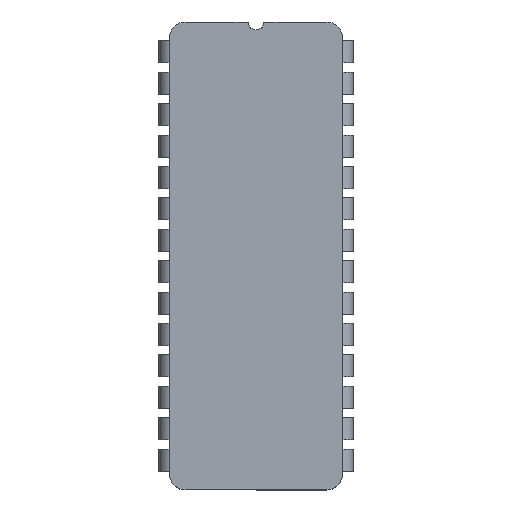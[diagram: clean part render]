
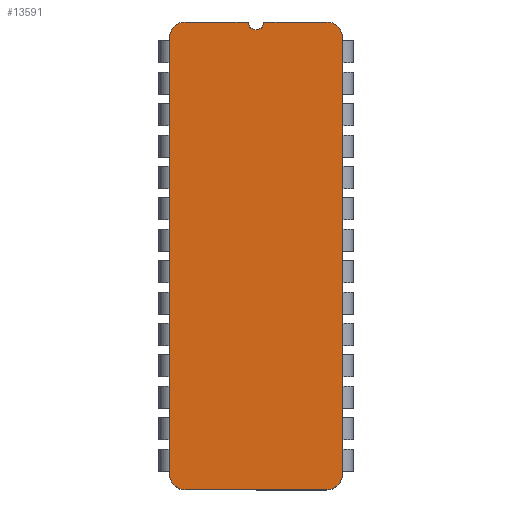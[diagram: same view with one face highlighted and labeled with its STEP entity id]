
A CAD part, top view. The second image highlights one B-rep face of the part: STEP entity #13591.
In plain terms, the highlighted free-form (B-spline) face has degree [1, 1] with [2, 2] control points.
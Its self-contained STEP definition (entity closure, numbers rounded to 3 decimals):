
#12749=CARTESIAN_POINT('',(-0.635,18.925,5.72));
#12750=VERTEX_POINT('',#12749);
#12759=CARTESIAN_POINT('',(0.635,18.925,5.72));
#12760=VERTEX_POINT('',#12759);
#12761=CARTESIAN_POINT('',(0.,18.925,5.72));
#12762=DIRECTION('',(0.0,0.0,-1.0));
#12763=DIRECTION('',(0.0,-1.0,0.0));
#12764=AXIS2_PLACEMENT_3D('',#12761,#12762,#12763);
#12765=CIRCLE('',#12764,0.635);
#12766=EDGE_CURVE('',#12760,#12750,#12765,.T.);
#12945=CARTESIAN_POINT('',(5.715,18.925,5.72));
#12946=VERTEX_POINT('',#12945);
#12947=CARTESIAN_POINT('',(5.715,18.925,5.72));
#12948=DIRECTION('',(-1.0,0.0,0.0));
#12949=VECTOR('',#12948,5.08);
#12950=LINE('',#12947,#12949);
#12951=EDGE_CURVE('',#12946,#12760,#12950,.T.);
#13184=CARTESIAN_POINT('',(6.985,-17.655,5.72));
#13185=VERTEX_POINT('',#13184);
#13192=CARTESIAN_POINT('',(5.715,-18.925,5.72));
#13193=VERTEX_POINT('',#13192);
#13194=CARTESIAN_POINT('',(5.715,-17.655,5.72));
#13195=DIRECTION('',(0.0,0.0,-1.0));
#13196=DIRECTION('',(0.707,-0.707,0.0));
#13197=AXIS2_PLACEMENT_3D('',#13194,#13195,#13196);
#13198=CIRCLE('',#13197,1.27);
#13199=EDGE_CURVE('',#13185,#13193,#13198,.T.);
#13222=CARTESIAN_POINT('',(6.985,17.655,5.72));
#13223=VERTEX_POINT('',#13222);
#13230=CARTESIAN_POINT('',(6.985,-17.655,5.72));
#13231=DIRECTION('',(0.0,1.0,0.0));
#13232=VECTOR('',#13231,35.31);
#13233=LINE('',#13230,#13232);
#13234=EDGE_CURVE('',#13185,#13223,#13233,.T.);
#13263=CARTESIAN_POINT('',(5.715,17.655,5.72));
#13264=DIRECTION('',(0.0,0.0,-1.0));
#13265=DIRECTION('',(0.707,0.707,0.0));
#13266=AXIS2_PLACEMENT_3D('',#13263,#13264,#13265);
#13267=CIRCLE('',#13266,1.27);
#13268=EDGE_CURVE('',#12946,#13223,#13267,.T.);
#13392=CARTESIAN_POINT('',(-6.985,17.655,5.72));
#13393=VERTEX_POINT('',#13392);
#13400=CARTESIAN_POINT('',(-5.715,18.925,5.72));
#13401=VERTEX_POINT('',#13400);
#13402=CARTESIAN_POINT('',(-5.715,17.655,5.72));
#13403=DIRECTION('',(0.0,0.0,-1.0));
#13404=DIRECTION('',(-0.707,0.707,0.0));
#13405=AXIS2_PLACEMENT_3D('',#13402,#13403,#13404);
#13406=CIRCLE('',#13405,1.27);
#13407=EDGE_CURVE('',#13393,#13401,#13406,.T.);
#13424=CARTESIAN_POINT('',(-5.715,-18.925,5.72));
#13425=VERTEX_POINT('',#13424);
#13432=CARTESIAN_POINT('',(-6.985,-17.655,5.72));
#13433=VERTEX_POINT('',#13432);
#13434=CARTESIAN_POINT('',(-5.715,-17.655,5.72));
#13435=DIRECTION('',(0.0,0.0,-1.0));
#13436=DIRECTION('',(-0.707,-0.707,0.0));
#13437=AXIS2_PLACEMENT_3D('',#13434,#13435,#13436);
#13438=CIRCLE('',#13437,1.27);
#13439=EDGE_CURVE('',#13425,#13433,#13438,.T.);
#13529=CARTESIAN_POINT('',(-6.985,17.655,5.72));
#13530=DIRECTION('',(0.0,-1.0,0.0));
#13531=VECTOR('',#13530,35.31);
#13532=LINE('',#13529,#13531);
#13533=EDGE_CURVE('',#13393,#13433,#13532,.T.);
#13560=CARTESIAN_POINT('',(-0.635,18.925,5.72));
#13561=DIRECTION('',(-1.0,0.0,0.0));
#13562=VECTOR('',#13561,5.08);
#13563=LINE('',#13560,#13562);
#13564=EDGE_CURVE('',#12750,#13401,#13563,.T.);
#13569=CARTESIAN_POINT('',(-6.985,18.925,5.72));
#13570=CARTESIAN_POINT('',(6.985,18.925,5.72));
#13571=CARTESIAN_POINT('',(-6.985,-18.925,5.72));
#13572=CARTESIAN_POINT('',(6.985,-18.925,5.72));
#13573=B_SPLINE_SURFACE_WITH_KNOTS('',1,1,((#13569,#13571),(#13570,#13572)),.UNSPECIFIED.,.F.,.F.,.U.,(2,2),(2,2),(0.0,13.97),(0.0,37.85),.UNSPECIFIED.);
#13574=ORIENTED_EDGE('',*,*,#12766,.T.);
#13575=ORIENTED_EDGE('',*,*,#13564,.T.);
#13576=ORIENTED_EDGE('',*,*,#13407,.F.);
#13577=ORIENTED_EDGE('',*,*,#13533,.T.);
#13578=ORIENTED_EDGE('',*,*,#13439,.F.);
#13579=CARTESIAN_POINT('',(5.715,-18.925,5.72));
#13580=DIRECTION('',(-1.0,0.0,0.0));
#13581=VECTOR('',#13580,11.43);
#13582=LINE('',#13579,#13581);
#13583=EDGE_CURVE('',#13193,#13425,#13582,.T.);
#13584=ORIENTED_EDGE('',*,*,#13583,.F.);
#13585=ORIENTED_EDGE('',*,*,#13199,.F.);
#13586=ORIENTED_EDGE('',*,*,#13234,.T.);
#13587=ORIENTED_EDGE('',*,*,#13268,.F.);
#13588=ORIENTED_EDGE('',*,*,#12951,.T.);
#13589=EDGE_LOOP('',(#13574,#13575,#13576,#13577,#13578,#13584,#13585,#13586,#13587,#13588));
#13590=FACE_OUTER_BOUND('',#13589,.T.);
#13591=ADVANCED_FACE('',(#13590),#13573,.F.);
